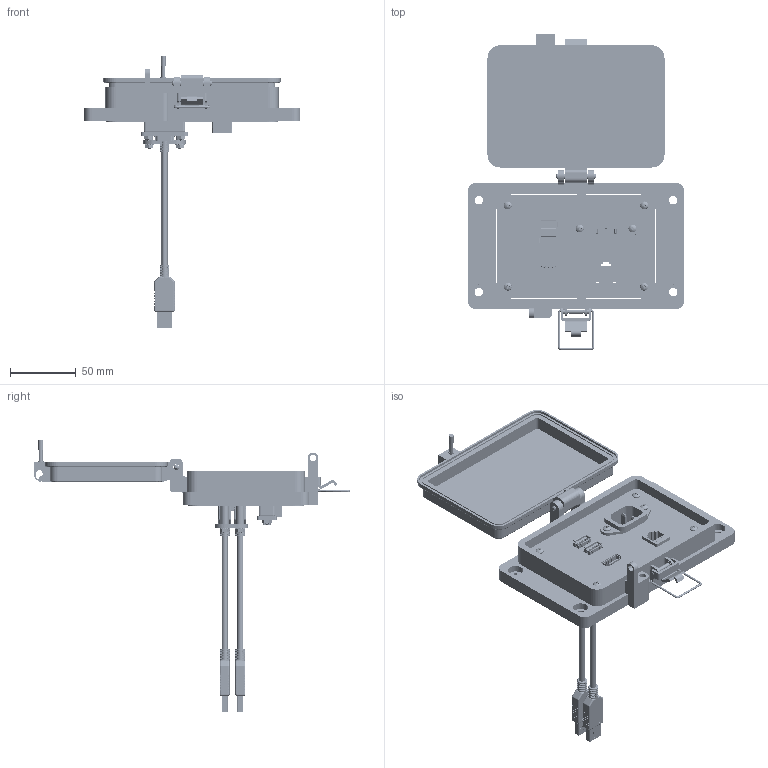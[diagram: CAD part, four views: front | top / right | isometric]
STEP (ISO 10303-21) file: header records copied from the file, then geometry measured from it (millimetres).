
FILE_DESCRIPTION (( 'STEP AP203' ), '1' );
FILE_NAME ('P-P11#2P38R2-M3RM0_3D.STEP', '2023-02-02T14:25:44', ( '' ), ( '' ), 'SwSTEP 2.0', 'SolidWorks 2021', '' );
FILE_SCHEMA (( 'CONFIG_CONTROL_DESIGN' ));
Length unit declared in the file: millimetre
Products named in the file (24): P-P11#2P38R2-M3RM0_TP120_2; P38; Z-000-44011_4FH_90273A117; Z-000-440112FH_90273A119; Z-020-3047; Z-001-SPR_1-1_4; M3PH_12M3; Z-300-RJ45CAT5; Z-002-4401_4HN_90675A005; 92005A124_METRIC PAN HEAD PHILLIPS MACHINE SCREW_92005A124; Z-002-M3HN_93825A110; Z-300-HDMI-FF; P-P11#2P38R2-M3RM0_3D; P-P11#2P38R2-M3RM0_TP120_1; Z-H-M3_B; -M3; P-P11#2P38R2-M3RM0_TP060_1; RM; P-P11#2P38R2-M3RM0_FP060_1; R2; Z-200-OTLT-RM; P-P11#2P38R2-M3RM0_BP180_1; Z-000-4243316TFP; P11
Assembly tree (43 placements, depth 3):
  P-P11#2P38R2-M3RM0_3D
    -M3
      Z-H-M3_B
    P-P11#2P38R2-M3RM0_BP180_1
    P-P11#2P38R2-M3RM0_FP060_1
    P-P11#2P38R2-M3RM0_TP060_1
    P-P11#2P38R2-M3RM0_TP120_1
    P-P11#2P38R2-M3RM0_TP120_2
    Z-000-4243316TFP  x3
    P38
      Z-300-HDMI-FF
    Z-000-44011_4FH_90273A117  x2
    Z-002-4401_4HN_90675A005  x6
    P11  x2
      Z-020-3047
    Z-000-440112FH_90273A119  x4
    Z-001-SPR_1-1_4  x4
    R2
      Z-300-RJ45CAT5
    RM
      Z-200-OTLT-RM
    M3PH_12M3  x2
    Z-002-M3HN_93825A110  x2
    92005A124_METRIC PAN HEAD PHILLIPS MACHINE SCREW_92005A124  x4
Bounding box: 164.96 x 240.59 x 206.58 mm (x, y, z)
Volume: 264719.8 mm3; surface area: 177198.2 mm2
Topology: 65 solids, 65 shells, 7117 faces, 20202 edges, 13221 vertices
Faces by surface type: cylinder 3263, plane 2889, bspline 516, cone 413, torus 24, sphere 12
Entity records: 152082 total; most frequent: CARTESIAN_POINT 54496, ORIENTED_EDGE 21550, DIRECTION 17627, EDGE_CURVE 10775, VERTEX_POINT 7055, VECTOR 6671, LINE 6671, AXIS2_PLACEMENT_3D 5478
